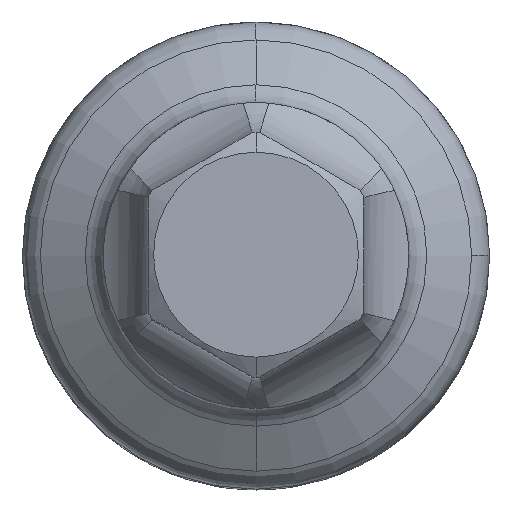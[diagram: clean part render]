
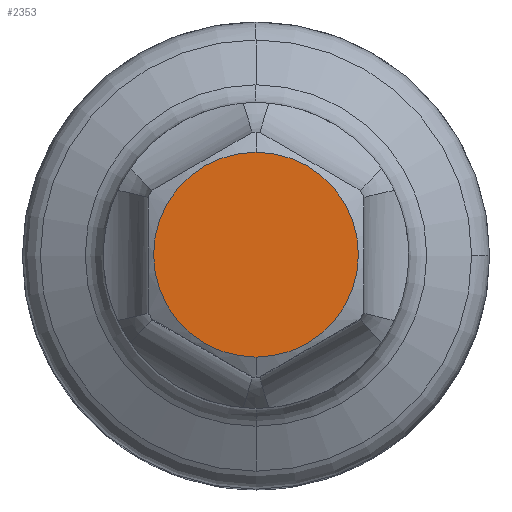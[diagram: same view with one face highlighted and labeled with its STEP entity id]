
A CAD part, top view. The second image highlights one B-rep face of the part: STEP entity #2353.
In plain terms, the highlighted planar face has unit normal (0, 0, 1).
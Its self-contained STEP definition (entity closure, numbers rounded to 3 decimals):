
#1106=CARTESIAN_POINT('',(0.,0.,28.));
#1107=DIRECTION('',(0.,0.,-1.));
#1108=DIRECTION('',(0.,1.,0.));
#1109=AXIS2_PLACEMENT_3D('',#1106,#1107,#1108);
#1111=CARTESIAN_POINT('',(0.,0.,28.));
#1112=DIRECTION('',(0.,0.,-1.));
#1113=DIRECTION('',(0.,-1.,0.));
#1114=AXIS2_PLACEMENT_3D('',#1111,#1112,#1113);
#1207=CARTESIAN_POINT('',(0.,2.85,28.));
#1208=CARTESIAN_POINT('',(0.,-2.85,28.));
#1209=VERTEX_POINT('',#1207);
#1210=VERTEX_POINT('',#1208);
#2344=CARTESIAN_POINT('',(0.,0.,28.));
#2345=DIRECTION('',(0.,0.,1.));
#2346=DIRECTION('',(0.,1.,0.));
#2347=AXIS2_PLACEMENT_3D('',#2344,#2345,#2346);
#2348=PLANE('',#2347);
#2349=ORIENTED_EDGE('',*,*,#1460,.T.);
#2350=ORIENTED_EDGE('',*,*,#1432,.T.);
#2351=EDGE_LOOP('',(#2349,#2350));
#2352=FACE_OUTER_BOUND('',#2351,.F.);
#2353=ADVANCED_FACE('',(#2352),#2348,.T.);
#1110=CIRCLE('',#1109,2.85);
#1115=CIRCLE('',#1114,2.85);
#1432=EDGE_CURVE('',#1210,#1209,#1115,.T.);
#1460=EDGE_CURVE('',#1209,#1210,#1110,.T.);
